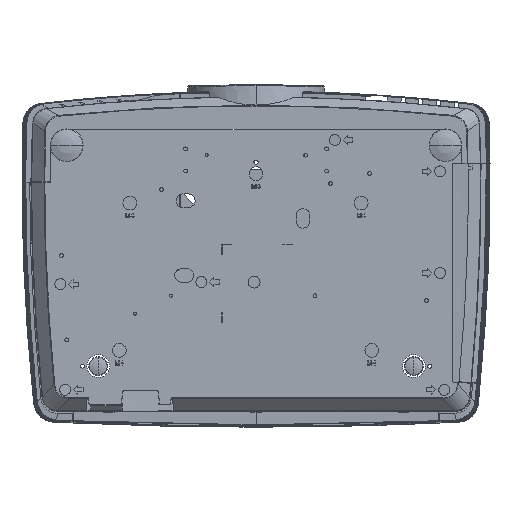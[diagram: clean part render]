
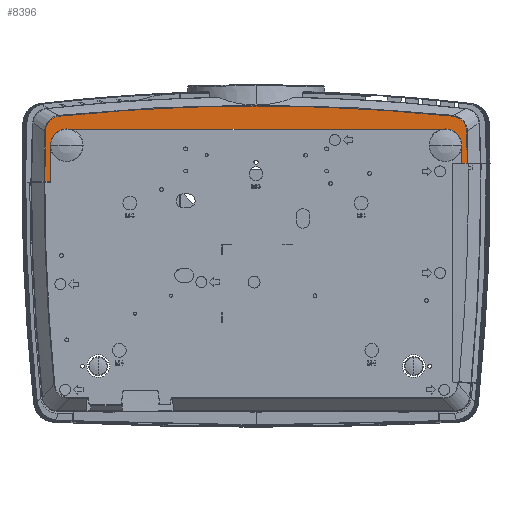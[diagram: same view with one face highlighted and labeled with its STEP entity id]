
A CAD part, front view. The second image highlights one B-rep face of the part: STEP entity #8396.
In plain terms, the highlighted planar face has unit normal (0, -1, 0).
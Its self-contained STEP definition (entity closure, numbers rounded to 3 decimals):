
#4779=CARTESIAN_POINT('',(-200.812,-65.,70.6));
#4780=CARTESIAN_POINT('',(-200.811,-65.,
75.957));
#4781=CARTESIAN_POINT('',(-200.763,-65.,
86.67));
#4782=CARTESIAN_POINT('',(-200.557,-65.,
102.738));
#4783=CARTESIAN_POINT('',(-200.331,-65.,
113.449));
#4784=CARTESIAN_POINT('',(-200.196,-65.,118.804));
#4786=CARTESIAN_POINT('',(-200.196,-65.,118.804));
#4787=CARTESIAN_POINT('',(-200.167,-65.,119.946));
#4788=CARTESIAN_POINT('',(-199.845,-65.,122.161));
#4789=CARTESIAN_POINT('',(-198.544,-65.,125.406));
#4790=CARTESIAN_POINT('',(-196.531,-65.,128.194));
#4791=CARTESIAN_POINT('',(-193.957,-65.,130.417));
#4792=CARTESIAN_POINT('',(-190.807,-65.,132.006));
#4793=CARTESIAN_POINT('',(-188.656,-65.,132.494));
#4794=CARTESIAN_POINT('',(-187.54,-65.,132.61));
#4796=CARTESIAN_POINT('',(0.018,-65.,
-1664.566));
#4797=DIRECTION('',(0.,1.,0.));
#4798=DIRECTION('',(-0.104,0.,0.995));
#4799=AXIS2_PLACEMENT_3D('',#4796,#4797,#4798);
#4801=CARTESIAN_POINT('',(-0.019,-65.,
-1664.575));
#4802=DIRECTION('',(0.,1.,0.));
#4803=DIRECTION('',(0.,0.,1.));
#4804=AXIS2_PLACEMENT_3D('',#4801,#4802,#4803);
#4806=CARTESIAN_POINT('',(187.54,-65.,132.61));
#4807=CARTESIAN_POINT('',(188.65,-65.,132.494));
#4808=CARTESIAN_POINT('',(190.79,-65.,132.01));
#4809=CARTESIAN_POINT('',(193.913,-65.,130.443));
#4810=CARTESIAN_POINT('',(196.48,-65.,128.247));
#4811=CARTESIAN_POINT('',(198.509,-65.,125.471));
#4812=CARTESIAN_POINT('',(199.837,-65.,122.202));
#4813=CARTESIAN_POINT('',(200.166,-65.,119.962));
#4814=CARTESIAN_POINT('',(200.196,-65.,118.804));
#4816=CARTESIAN_POINT('',(-1728.009,-64.999,
70.038));
#4817=DIRECTION('',(0.,1.,0.));
#4818=DIRECTION('',(1.,0.,0.025));
#4819=AXIS2_PLACEMENT_3D('',#4816,#4817,#4818);
#4821=DIRECTION('',(-1.,0.,0.));
#4822=VECTOR('',#4821,5.398);
#4823=CARTESIAN_POINT('',(200.728,-65.,88.1));
#4824=LINE('',#4823,#4822);
#4825=CARTESIAN_POINT('',(-1777.5,-65.,70.));
#4826=DIRECTION('',(0.,-1.,0.));
#4827=DIRECTION('',(1.,0.,0.009));
#4828=AXIS2_PLACEMENT_3D('',#4825,#4826,#4827);
#4830=CARTESIAN_POINT('',(180.,-65.,105.));
#4831=DIRECTION('',(0.,-1.,0.));
#4832=DIRECTION('',(1.,0.,0.018));
#4833=AXIS2_PLACEMENT_3D('',#4830,#4831,#4832);
#4835=DIRECTION('',(-1.,0.,0.));
#4836=VECTOR('',#4835,360.);
#4837=CARTESIAN_POINT('',(180.,-65.,120.1));
#4838=LINE('',#4837,#4836);
#4839=CARTESIAN_POINT('',(-180.,-65.,105.));
#4840=DIRECTION('',(0.,-1.,0.));
#4841=DIRECTION('',(0.,0.,1.));
#4842=AXIS2_PLACEMENT_3D('',#4839,#4840,#4841);
#4844=CARTESIAN_POINT('',(1777.5,-65.,70.));
#4845=DIRECTION('',(0.,-1.,0.));
#4846=DIRECTION('',(-1.,0.,0.018));
#4847=AXIS2_PLACEMENT_3D('',#4844,#4845,#4846);
#4849=DIRECTION('',(-1.,0.,0.));
#4850=VECTOR('',#4849,5.4);
#4851=CARTESIAN_POINT('',(-195.413,-65.,70.6));
#4852=LINE('',#4851,#4850);
#5778=CARTESIAN_POINT('',(-195.413,-65.,70.6));
#5779=CARTESIAN_POINT('',(-200.812,-65.,70.6));
#5780=VERTEX_POINT('',#5778);
#5781=VERTEX_POINT('',#5779);
#5987=CARTESIAN_POINT('',(195.33,-65.,88.1));
#5988=CARTESIAN_POINT('',(200.728,-65.,88.1));
#5989=VERTEX_POINT('',#5987);
#5990=VERTEX_POINT('',#5988);
#6093=CARTESIAN_POINT('',(195.098,-65.,105.27));
#6094=VERTEX_POINT('',#6093);
#6095=CARTESIAN_POINT('',(180.,-65.,120.1));
#6096=VERTEX_POINT('',#6095);
#6097=VERTEX_POINT('',#4784);
#6098=VERTEX_POINT('',#4794);
#6099=CARTESIAN_POINT('',(0.,-65.,
142.371));
#6100=VERTEX_POINT('',#6099);
#6101=CARTESIAN_POINT('',(187.54,-65.,132.61));
#6102=VERTEX_POINT('',#6101);
#6103=VERTEX_POINT('',#4814);
#6104=CARTESIAN_POINT('',(-180.,-65.,120.1));
#6105=VERTEX_POINT('',#6104);
#6106=CARTESIAN_POINT('',(-195.098,-65.,105.27));
#6107=VERTEX_POINT('',#6106);
#8363=CARTESIAN_POINT('',(0.,-65.,0.));
#8364=DIRECTION('',(0.,1.,0.));
#8365=DIRECTION('',(1.,0.,0.));
#8366=AXIS2_PLACEMENT_3D('',#8363,#8364,#8365);
#8367=PLANE('',#8366);
#8369=ORIENTED_EDGE('',*,*,#8368,.T.);
#8371=ORIENTED_EDGE('',*,*,#8370,.T.);
#8373=ORIENTED_EDGE('',*,*,#8372,.T.);
#8375=ORIENTED_EDGE('',*,*,#8374,.T.);
#8377=ORIENTED_EDGE('',*,*,#8376,.T.);
#8379=ORIENTED_EDGE('',*,*,#8378,.T.);
#8381=ORIENTED_EDGE('',*,*,#8380,.T.);
#8383=ORIENTED_EDGE('',*,*,#8382,.T.);
#8385=ORIENTED_EDGE('',*,*,#8384,.T.);
#8387=ORIENTED_EDGE('',*,*,#8386,.T.);
#8389=ORIENTED_EDGE('',*,*,#8388,.T.);
#8391=ORIENTED_EDGE('',*,*,#8390,.T.);
#8393=ORIENTED_EDGE('',*,*,#8392,.T.);
#8394=EDGE_LOOP('',(#8369,#8371,#8373,#8375,#8377,#8379,#8381,#8383,#8385,#8387,
#8389,#8391,#8393));
#8395=FACE_OUTER_BOUND('',#8394,.F.);
#4785=B_SPLINE_CURVE_WITH_KNOTS('',3,(#4779,#4780,#4781,#4782,#4783,#4784),
.UNSPECIFIED.,.F.,.F.,(4,1,1,4),(0.,0.333,0.667,1.),
.UNSPECIFIED.);
#4795=B_SPLINE_CURVE_WITH_KNOTS('',3,(#4786,#4787,#4788,#4789,#4790,#4791,#4792,
#4793,#4794),.UNSPECIFIED.,.F.,.F.,(4,1,1,1,1,1,4),(0.,0.167,
0.333,0.5,0.667,0.833,1.),
.UNSPECIFIED.);
#4800=CIRCLE('',#4799,1806.937);
#4805=CIRCLE('',#4804,1806.946);
#4815=B_SPLINE_CURVE_WITH_KNOTS('',3,(#4806,#4807,#4808,#4809,#4810,#4811,#4812,
#4813,#4814),.UNSPECIFIED.,.F.,.F.,(4,1,1,1,1,1,4),(0.,0.167,
0.333,0.5,0.667,0.833,1.),
.UNSPECIFIED.);
#4820=CIRCLE('',#4819,1928.821);
#4829=CIRCLE('',#4828,1972.913);
#4834=CIRCLE('',#4833,15.1);
#4843=CIRCLE('',#4842,15.1);
#4848=CIRCLE('',#4847,1972.913);
#8368=EDGE_CURVE('',#5781,#6097,#4785,.T.);
#8370=EDGE_CURVE('',#6097,#6098,#4795,.T.);
#8372=EDGE_CURVE('',#6098,#6100,#4800,.T.);
#8374=EDGE_CURVE('',#6100,#6102,#4805,.T.);
#8376=EDGE_CURVE('',#6102,#6103,#4815,.T.);
#8378=EDGE_CURVE('',#6103,#5990,#4820,.T.);
#8380=EDGE_CURVE('',#5990,#5989,#4824,.T.);
#8382=EDGE_CURVE('',#5989,#6094,#4829,.T.);
#8384=EDGE_CURVE('',#6094,#6096,#4834,.T.);
#8386=EDGE_CURVE('',#6096,#6105,#4838,.T.);
#8388=EDGE_CURVE('',#6105,#6107,#4843,.T.);
#8390=EDGE_CURVE('',#6107,#5780,#4848,.T.);
#8392=EDGE_CURVE('',#5780,#5781,#4852,.T.);
#8396=ADVANCED_FACE('',(#8395),#8367,.F.);
